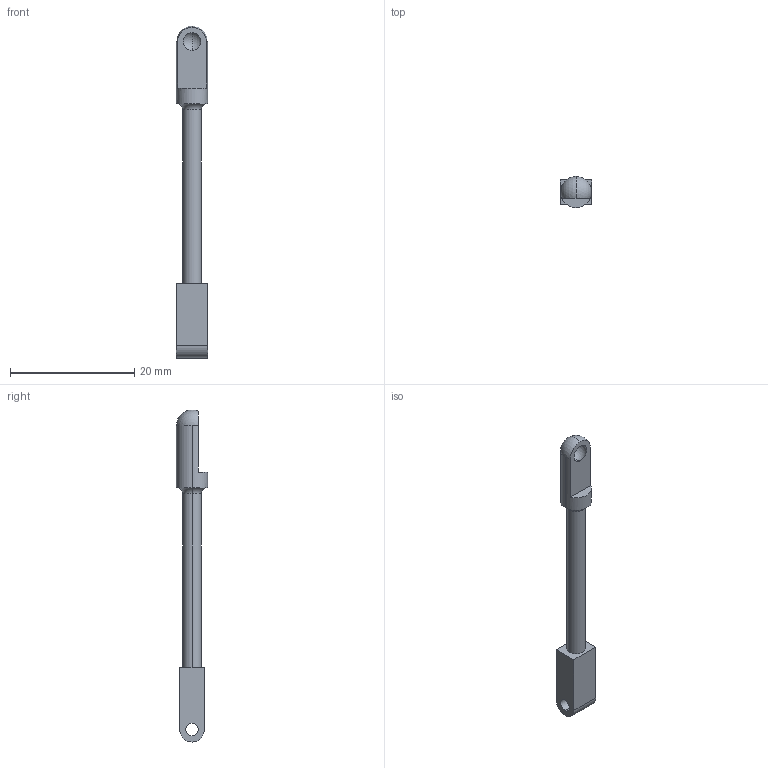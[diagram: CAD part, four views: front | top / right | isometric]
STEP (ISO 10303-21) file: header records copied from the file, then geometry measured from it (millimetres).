
FILE_DESCRIPTION (( 'STEP AP203' ), '1' );
FILE_NAME ('V4_rear_suspension_rod_默认_sldprt.STEP', '2019-01-08T05:43:56', ( '' ), ( '' ), 'SwSTEP 2.0', 'SolidWorks 2016', '' );
FILE_SCHEMA (( 'CONFIG_CONTROL_DESIGN' ));
Length unit declared in the file: millimetre
Products named in the file (1): V4_rear_suspension_rod_默认_sldprt
Bounding box: 5 x 5 x 53.5 mm (x, y, z)
Volume: 588.1 mm3; surface area: 756.8 mm2
Topology: 1 solids, 1 shells, 20 faces, 55 edges, 35 vertices
Faces by surface type: cylinder 7, plane 7, sphere 4, torus 2
Entity records: 672 total; most frequent: DIRECTION 117, CARTESIAN_POINT 99, ORIENTED_EDGE 94, AXIS2_PLACEMENT_3D 49, EDGE_CURVE 47, VERTEX_POINT 31, CIRCLE 28, EDGE_LOOP 24
